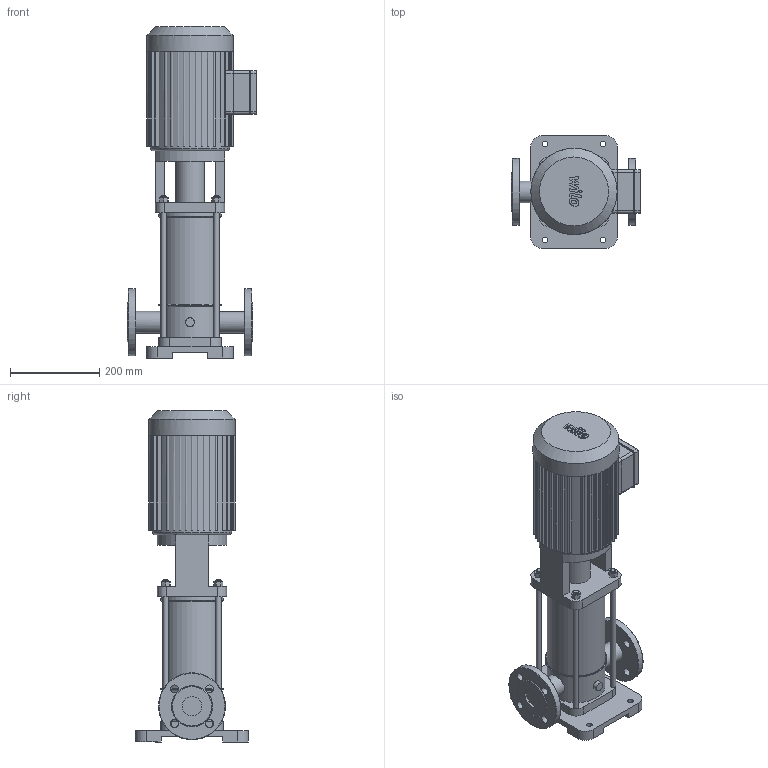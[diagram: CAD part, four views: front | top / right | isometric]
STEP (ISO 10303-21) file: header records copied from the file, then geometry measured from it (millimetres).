
FILE_DESCRIPTION(/* description */ (''),/* implementation_level */ '2;1');
FILE_NAME(/* name */ '3d_MVI806-1_25_E_3-400-50-2-4024749.stp',/* time_stamp */ '2017-01-31T19:48:33+01:00',/* author */ ('Łukasz'),/* organization */ (''),/* preprocessor_version */ 'ST-DEVELOPER v16.1',/* originating_system */ 'AutoCAD Mechanical',/* authorisation */ '');
FILE_SCHEMA (('AUTOMOTIVE_DESIGN { 1 0 10303 214 3 1 1 }'));
Length unit declared in the file: millimetre
Products named in the file (1): Product
Bounding box: 289 x 252 x 743.2 mm (x, y, z)
Volume: 15262880.3 mm3; surface area: 977718.7 mm2
Topology: 16 solids, 16 shells, 489 faces, 1256 edges, 808 vertices
Faces by surface type: plane 308, cylinder 124, torus 25, bspline 24, cone 8
Full cylindrical faces by diameter (mm): 12 x12, 18 x8, 20 x1, 43.1 x2, 48.3 x2, 65 x1, 130 x2, 140 x1, 150 x2, 178 x1, 193 x1
Entity records: 15003 total; most frequent: CARTESIAN_POINT 3162, DIRECTION 2491, ORIENTED_EDGE 2366, EDGE_CURVE 1183, AXIS2_PLACEMENT_3D 897, VERTEX_POINT 790, LINE 697, VECTOR 697
